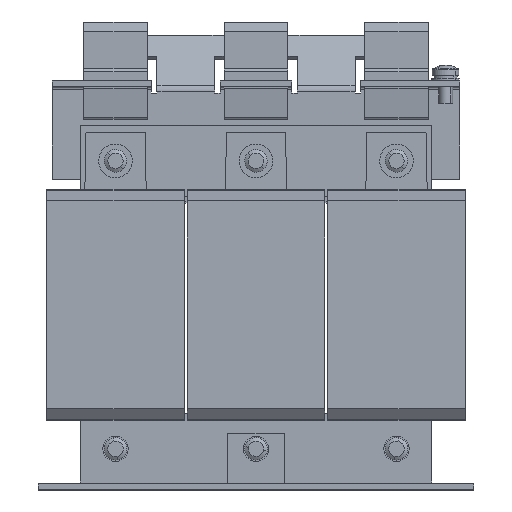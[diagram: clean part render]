
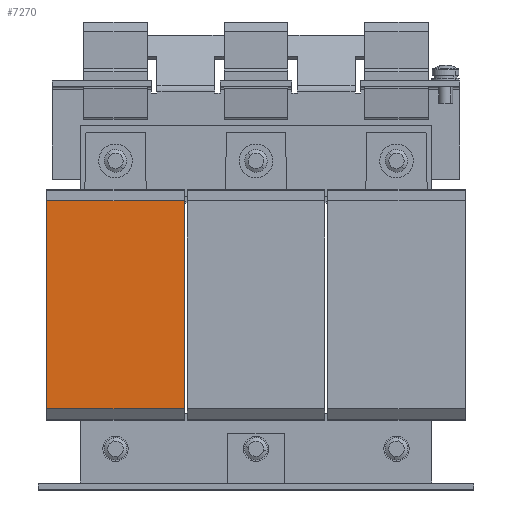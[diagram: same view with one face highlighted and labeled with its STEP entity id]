
A CAD part, top view. The second image highlights one B-rep face of the part: STEP entity #7270.
In plain terms, the highlighted planar face has unit normal (0, 0, 1).
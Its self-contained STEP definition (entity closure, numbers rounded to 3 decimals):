
#141 = DIRECTION ( 'NONE',  ( 0., 0., -1. ) ) ;
#146 = FACE_OUTER_BOUND ( 'NONE', #7262, .T. ) ;
#626 = CARTESIAN_POINT ( 'NONE',  ( -25.5, 37., 36.5 ) ) ;
#971 = VERTEX_POINT ( 'NONE', #626 ) ;
#2472 = CARTESIAN_POINT ( 'NONE',  ( -74.5, 37., 36.5 ) ) ;
#3081 = LINE ( 'NONE', #2472, #10899 ) ;
#3384 = VERTEX_POINT ( 'NONE', #10186 ) ;
#3523 = CARTESIAN_POINT ( 'NONE',  ( -74.5, 37., 36.5 ) ) ;
#3810 = CARTESIAN_POINT ( 'NONE',  ( -25.5, 37., 36.5 ) ) ;
#4110 = VECTOR ( 'NONE', #13362, 1000. ) ;
#4897 = ORIENTED_EDGE ( 'NONE', *, *, #12539, .T. ) ;
#6119 = EDGE_CURVE ( 'NONE', #3384, #6904, #7790, .T. ) ;
#6495 = DIRECTION ( 'NONE',  ( 0., -1., 0. ) ) ;
#6729 = EDGE_CURVE ( 'NONE', #971, #15271, #7131, .T. ) ;
#6904 = VERTEX_POINT ( 'NONE', #8258 ) ;
#6965 = CARTESIAN_POINT ( 'NONE',  ( -25.5, 37., 36.5 ) ) ;
#7131 = LINE ( 'NONE', #3810, #14388 ) ;
#7262 = EDGE_LOOP ( 'NONE', ( #4897, #8793, #8639, #7673 ) ) ;
#7270 = ADVANCED_FACE ( 'NONE', ( #146 ), #8071, .F. ) ;
#7673 = ORIENTED_EDGE ( 'NONE', *, *, #6729, .T. ) ;
#7790 = LINE ( 'NONE', #14288, #4110 ) ;
#8071 = PLANE ( 'NONE',  #11355 ) ;
#8258 = CARTESIAN_POINT ( 'NONE',  ( -74.5, -37., 36.5 ) ) ;
#8639 = ORIENTED_EDGE ( 'NONE', *, *, #14238, .F. ) ;
#8793 = ORIENTED_EDGE ( 'NONE', *, *, #6119, .F. ) ;
#9178 = DIRECTION ( 'NONE',  ( -1., 0., 0. ) ) ;
#9204 = DIRECTION ( 'NONE',  ( -1., 0., 0. ) ) ;
#10186 = CARTESIAN_POINT ( 'NONE',  ( -25.5, -37., 36.5 ) ) ;
#10899 = VECTOR ( 'NONE', #6495, 1000. ) ;
#11355 = AXIS2_PLACEMENT_3D ( 'NONE', #14418, #141, #9178 ) ;
#12069 = DIRECTION ( 'NONE',  ( 0., -1., 0. ) ) ;
#12539 = EDGE_CURVE ( 'NONE', #15271, #6904, #3081, .T. ) ;
#13362 = DIRECTION ( 'NONE',  ( -1., 0., 0. ) ) ;
#14238 = EDGE_CURVE ( 'NONE', #971, #3384, #17013, .T. ) ;
#14288 = CARTESIAN_POINT ( 'NONE',  ( -25.5, -37., 36.5 ) ) ;
#14388 = VECTOR ( 'NONE', #9204, 1000. ) ;
#14418 = CARTESIAN_POINT ( 'NONE',  ( -25.5, 37., 36.5 ) ) ;
#15271 = VERTEX_POINT ( 'NONE', #3523 ) ;
#16594 = VECTOR ( 'NONE', #12069, 1000. ) ;
#17013 = LINE ( 'NONE', #6965, #16594 ) ;
